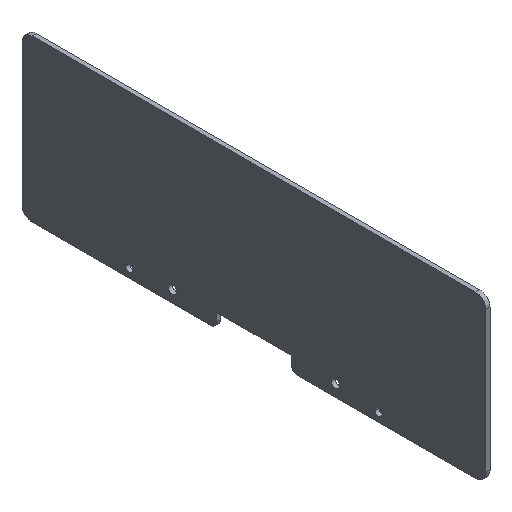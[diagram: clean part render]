
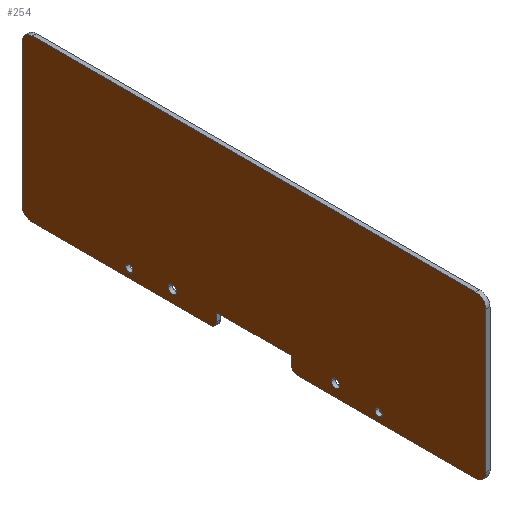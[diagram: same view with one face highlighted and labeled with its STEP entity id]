
A CAD part, isometric view. The second image highlights one B-rep face of the part: STEP entity #254.
In plain terms, the highlighted planar face has unit normal (-1, 0, 0).
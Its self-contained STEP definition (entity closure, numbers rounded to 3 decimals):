
#39=AXIS2_PLACEMENT_3D('Circle Axis2P3D',#37,#38,$) ;
#75=AXIS2_PLACEMENT_3D('Plane Axis2P3D',#72,#73,#74) ;
#86=AXIS2_PLACEMENT_3D('Circle Axis2P3D',#84,#85,$) ;
#100=AXIS2_PLACEMENT_3D('Circle Axis2P3D',#98,#99,$) ;
#114=AXIS2_PLACEMENT_3D('Circle Axis2P3D',#112,#113,$) ;
#142=AXIS2_PLACEMENT_3D('Circle Axis2P3D',#140,#141,$) ;
#156=AXIS2_PLACEMENT_3D('Circle Axis2P3D',#154,#155,$) ;
#184=AXIS2_PLACEMENT_3D('Circle Axis2P3D',#182,#183,$) ;
#193=AXIS2_PLACEMENT_3D('Circle Axis2P3D',#191,#192,$) ;
#202=AXIS2_PLACEMENT_3D('Circle Axis2P3D',#200,#201,$) ;
#211=AXIS2_PLACEMENT_3D('Circle Axis2P3D',#209,#210,$) ;
#220=AXIS2_PLACEMENT_3D('Circle Axis2P3D',#218,#219,$) ;
#229=AXIS2_PLACEMENT_3D('Circle Axis2P3D',#227,#228,$) ;
#238=AXIS2_PLACEMENT_3D('Circle Axis2P3D',#236,#237,$) ;
#247=AXIS2_PLACEMENT_3D('Circle Axis2P3D',#245,#246,$) ;
#37=CARTESIAN_POINT('Axis2P3D Location',(0.,5.,75.)) ;
#41=CARTESIAN_POINT('Vertex',(0.,5.,80.)) ;
#43=CARTESIAN_POINT('Vertex',(0.,0.,75.)) ;
#72=CARTESIAN_POINT('Axis2P3D Location',(0.,115.,0.)) ;
#77=CARTESIAN_POINT('Line Origine',(0.,115.,80.)) ;
#81=CARTESIAN_POINT('Vertex',(0.,225.,80.)) ;
#84=CARTESIAN_POINT('Axis2P3D Location',(0.,225.,75.)) ;
#88=CARTESIAN_POINT('Vertex',(0.,230.,75.)) ;
#91=CARTESIAN_POINT('Line Origine',(0.,230.,40.)) ;
#95=CARTESIAN_POINT('Vertex',(0.,230.,5.)) ;
#98=CARTESIAN_POINT('Axis2P3D Location',(0.,225.,5.)) ;
#102=CARTESIAN_POINT('Vertex',(0.,225.,0.)) ;
#105=CARTESIAN_POINT('Line Origine',(0.,180.75,0.)) ;
#109=CARTESIAN_POINT('Vertex',(0.,136.5,0.)) ;
#112=CARTESIAN_POINT('Axis2P3D Location',(0.,136.5,3.)) ;
#116=CARTESIAN_POINT('Vertex',(0.,133.5,3.)) ;
#119=CARTESIAN_POINT('Line Origine',(0.,133.5,5.)) ;
#123=CARTESIAN_POINT('Vertex',(0.,133.5,7.)) ;
#126=CARTESIAN_POINT('Line Origine',(0.,115.,7.)) ;
#130=CARTESIAN_POINT('Vertex',(0.,96.5,7.)) ;
#133=CARTESIAN_POINT('Line Origine',(0.,96.5,5.)) ;
#137=CARTESIAN_POINT('Vertex',(0.,96.5,3.)) ;
#140=CARTESIAN_POINT('Axis2P3D Location',(0.,93.5,3.)) ;
#144=CARTESIAN_POINT('Vertex',(0.,93.5,0.)) ;
#147=CARTESIAN_POINT('Line Origine',(0.,49.25,0.)) ;
#151=CARTESIAN_POINT('Vertex',(0.,5.,0.)) ;
#154=CARTESIAN_POINT('Axis2P3D Location',(0.,5.,5.)) ;
#158=CARTESIAN_POINT('Vertex',(0.,0.,5.)) ;
#161=CARTESIAN_POINT('Line Origine',(0.,0.,40.)) ;
#182=CARTESIAN_POINT('Axis2P3D Location',(0.,74.6,6.)) ;
#186=CARTESIAN_POINT('Vertex',(0.,76.7,6.)) ;
#188=CARTESIAN_POINT('Vertex',(0.,72.5,6.)) ;
#191=CARTESIAN_POINT('Axis2P3D Location',(0.,74.6,6.)) ;
#200=CARTESIAN_POINT('Axis2P3D Location',(0.,155.4,6.)) ;
#204=CARTESIAN_POINT('Vertex',(0.,157.5,6.)) ;
#206=CARTESIAN_POINT('Vertex',(0.,153.3,6.)) ;
#209=CARTESIAN_POINT('Axis2P3D Location',(0.,155.4,6.)) ;
#218=CARTESIAN_POINT('Axis2P3D Location',(0.,176.75,4.25)) ;
#222=CARTESIAN_POINT('Vertex',(0.,178.5,4.25)) ;
#224=CARTESIAN_POINT('Vertex',(0.,175.,4.25)) ;
#227=CARTESIAN_POINT('Axis2P3D Location',(0.,176.75,4.25)) ;
#236=CARTESIAN_POINT('Axis2P3D Location',(0.,53.25,4.25)) ;
#240=CARTESIAN_POINT('Vertex',(0.,51.5,4.25)) ;
#242=CARTESIAN_POINT('Vertex',(0.,55.,4.25)) ;
#245=CARTESIAN_POINT('Axis2P3D Location',(0.,53.25,4.25)) ;
#38=DIRECTION('Axis2P3D Direction',(1.,0.,0.)) ;
#73=DIRECTION('Axis2P3D Direction',(1.,0.,0.)) ;
#74=DIRECTION('Axis2P3D XDirection',(0.,1.,0.)) ;
#78=DIRECTION('Vector Direction',(0.,1.,0.)) ;
#85=DIRECTION('Axis2P3D Direction',(1.,0.,0.)) ;
#92=DIRECTION('Vector Direction',(0.,0.,1.)) ;
#99=DIRECTION('Axis2P3D Direction',(1.,0.,0.)) ;
#106=DIRECTION('Vector Direction',(0.,-1.,0.)) ;
#113=DIRECTION('Axis2P3D Direction',(1.,0.,0.)) ;
#120=DIRECTION('Vector Direction',(0.,0.,1.)) ;
#127=DIRECTION('Vector Direction',(0.,-1.,0.)) ;
#134=DIRECTION('Vector Direction',(0.,0.,1.)) ;
#141=DIRECTION('Axis2P3D Direction',(1.,0.,0.)) ;
#148=DIRECTION('Vector Direction',(0.,-1.,0.)) ;
#155=DIRECTION('Axis2P3D Direction',(1.,0.,0.)) ;
#162=DIRECTION('Vector Direction',(0.,0.,-1.)) ;
#183=DIRECTION('Axis2P3D Direction',(1.,0.,0.)) ;
#192=DIRECTION('Axis2P3D Direction',(1.,0.,0.)) ;
#201=DIRECTION('Axis2P3D Direction',(1.,0.,0.)) ;
#210=DIRECTION('Axis2P3D Direction',(1.,0.,0.)) ;
#219=DIRECTION('Axis2P3D Direction',(1.,0.,0.)) ;
#228=DIRECTION('Axis2P3D Direction',(1.,0.,0.)) ;
#237=DIRECTION('Axis2P3D Direction',(1.,0.,0.)) ;
#246=DIRECTION('Axis2P3D Direction',(1.,0.,0.)) ;
#79=VECTOR('Line Direction',#78,1.) ;
#93=VECTOR('Line Direction',#92,1.) ;
#107=VECTOR('Line Direction',#106,1.) ;
#121=VECTOR('Line Direction',#120,1.) ;
#128=VECTOR('Line Direction',#127,1.) ;
#135=VECTOR('Line Direction',#134,1.) ;
#149=VECTOR('Line Direction',#148,1.) ;
#163=VECTOR('Line Direction',#162,1.) ;
#167=ORIENTED_EDGE('',*,*,#83,.F.) ;
#168=ORIENTED_EDGE('',*,*,#90,.F.) ;
#169=ORIENTED_EDGE('',*,*,#97,.F.) ;
#170=ORIENTED_EDGE('',*,*,#104,.F.) ;
#171=ORIENTED_EDGE('',*,*,#111,.F.) ;
#172=ORIENTED_EDGE('',*,*,#118,.F.) ;
#173=ORIENTED_EDGE('',*,*,#125,.F.) ;
#174=ORIENTED_EDGE('',*,*,#132,.F.) ;
#175=ORIENTED_EDGE('',*,*,#139,.F.) ;
#176=ORIENTED_EDGE('',*,*,#146,.F.) ;
#177=ORIENTED_EDGE('',*,*,#153,.F.) ;
#178=ORIENTED_EDGE('',*,*,#160,.F.) ;
#179=ORIENTED_EDGE('',*,*,#165,.F.) ;
#180=ORIENTED_EDGE('',*,*,#45,.F.) ;
#197=ORIENTED_EDGE('',*,*,#190,.T.) ;
#198=ORIENTED_EDGE('',*,*,#195,.T.) ;
#215=ORIENTED_EDGE('',*,*,#208,.T.) ;
#216=ORIENTED_EDGE('',*,*,#213,.T.) ;
#233=ORIENTED_EDGE('',*,*,#226,.T.) ;
#234=ORIENTED_EDGE('',*,*,#231,.T.) ;
#251=ORIENTED_EDGE('',*,*,#244,.T.) ;
#252=ORIENTED_EDGE('',*,*,#249,.T.) ;
#199=FACE_BOUND('',#196,.T.) ;
#217=FACE_BOUND('',#214,.T.) ;
#235=FACE_BOUND('',#232,.T.) ;
#253=FACE_BOUND('',#250,.T.) ;
#254=ADVANCED_FACE('Hauptk\X2\00F6\X0\rper',(#181,#199,#217,#235,#253),#76,.F.) ;
#40=CIRCLE('generated circle',#39,5.) ;
#87=CIRCLE('generated circle',#86,5.) ;
#101=CIRCLE('generated circle',#100,5.) ;
#115=CIRCLE('generated circle',#114,3.) ;
#143=CIRCLE('generated circle',#142,3.) ;
#157=CIRCLE('generated circle',#156,5.) ;
#185=CIRCLE('generated circle',#184,2.1) ;
#194=CIRCLE('generated circle',#193,2.1) ;
#203=CIRCLE('generated circle',#202,2.1) ;
#212=CIRCLE('generated circle',#211,2.1) ;
#221=CIRCLE('generated circle',#220,1.75) ;
#230=CIRCLE('generated circle',#229,1.75) ;
#239=CIRCLE('generated circle',#238,1.75) ;
#248=CIRCLE('generated circle',#247,1.75) ;
#45=EDGE_CURVE('',#42,#44,#40,.T.) ;
#83=EDGE_CURVE('',#82,#42,#80,.F.) ;
#90=EDGE_CURVE('',#89,#82,#87,.T.) ;
#97=EDGE_CURVE('',#96,#89,#94,.T.) ;
#104=EDGE_CURVE('',#103,#96,#101,.T.) ;
#111=EDGE_CURVE('',#110,#103,#108,.F.) ;
#118=EDGE_CURVE('',#117,#110,#115,.T.) ;
#125=EDGE_CURVE('',#124,#117,#122,.F.) ;
#132=EDGE_CURVE('',#131,#124,#129,.F.) ;
#139=EDGE_CURVE('',#138,#131,#136,.T.) ;
#146=EDGE_CURVE('',#145,#138,#143,.T.) ;
#153=EDGE_CURVE('',#152,#145,#150,.F.) ;
#160=EDGE_CURVE('',#159,#152,#157,.T.) ;
#165=EDGE_CURVE('',#44,#159,#164,.T.) ;
#190=EDGE_CURVE('',#187,#189,#185,.T.) ;
#195=EDGE_CURVE('',#189,#187,#194,.T.) ;
#208=EDGE_CURVE('',#205,#207,#203,.T.) ;
#213=EDGE_CURVE('',#207,#205,#212,.T.) ;
#226=EDGE_CURVE('',#223,#225,#221,.T.) ;
#231=EDGE_CURVE('',#225,#223,#230,.T.) ;
#244=EDGE_CURVE('',#241,#243,#239,.T.) ;
#249=EDGE_CURVE('',#243,#241,#248,.T.) ;
#166=EDGE_LOOP('',(#167,#168,#169,#170,#171,#172,#173,#174,#175,#176,#177,#178,#179,#180)) ;
#196=EDGE_LOOP('',(#197,#198)) ;
#214=EDGE_LOOP('',(#215,#216)) ;
#232=EDGE_LOOP('',(#233,#234)) ;
#250=EDGE_LOOP('',(#251,#252)) ;
#181=FACE_OUTER_BOUND('',#166,.T.) ;
#80=LINE('Line',#77,#79) ;
#94=LINE('Line',#91,#93) ;
#108=LINE('Line',#105,#107) ;
#122=LINE('Line',#119,#121) ;
#129=LINE('Line',#126,#128) ;
#136=LINE('Line',#133,#135) ;
#150=LINE('Line',#147,#149) ;
#164=LINE('Line',#161,#163) ;
#76=PLANE('',#75) ;
#42=VERTEX_POINT('',#41) ;
#44=VERTEX_POINT('',#43) ;
#82=VERTEX_POINT('',#81) ;
#89=VERTEX_POINT('',#88) ;
#96=VERTEX_POINT('',#95) ;
#103=VERTEX_POINT('',#102) ;
#110=VERTEX_POINT('',#109) ;
#117=VERTEX_POINT('',#116) ;
#124=VERTEX_POINT('',#123) ;
#131=VERTEX_POINT('',#130) ;
#138=VERTEX_POINT('',#137) ;
#145=VERTEX_POINT('',#144) ;
#152=VERTEX_POINT('',#151) ;
#159=VERTEX_POINT('',#158) ;
#187=VERTEX_POINT('',#186) ;
#189=VERTEX_POINT('',#188) ;
#205=VERTEX_POINT('',#204) ;
#207=VERTEX_POINT('',#206) ;
#223=VERTEX_POINT('',#222) ;
#225=VERTEX_POINT('',#224) ;
#241=VERTEX_POINT('',#240) ;
#243=VERTEX_POINT('',#242) ;
